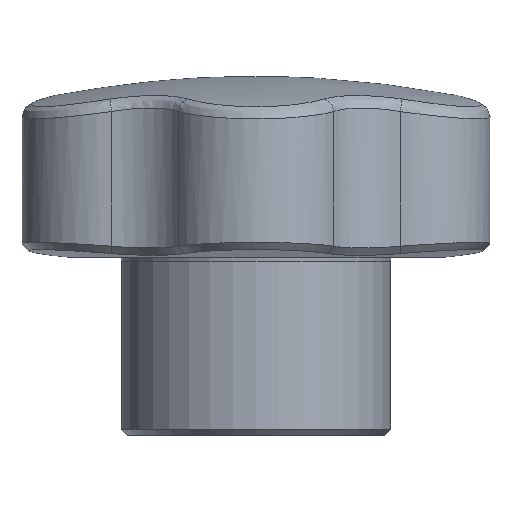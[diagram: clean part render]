
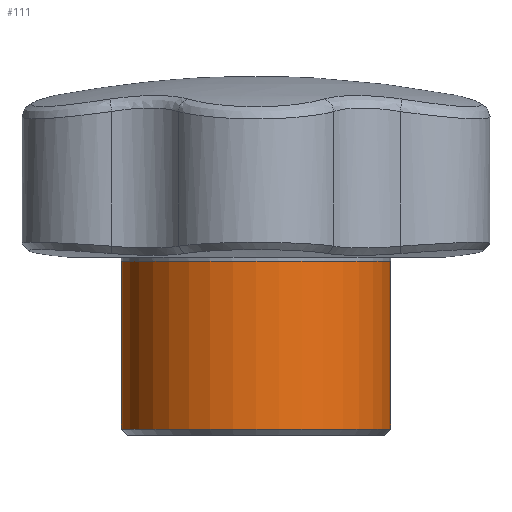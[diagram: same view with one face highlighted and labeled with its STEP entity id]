
A CAD part, left-side view. The second image highlights one B-rep face of the part: STEP entity #111.
In plain terms, the highlighted cylindrical face has radius 10.5 mm (diameter 21 mm), a full revolution.
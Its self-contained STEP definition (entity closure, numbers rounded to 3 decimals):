
#111 = ADVANCED_FACE( '', ( #296, #297 ), #298, .T. );
#296 = FACE_OUTER_BOUND( '', #683, .T. );
#297 = FACE_OUTER_BOUND( '', #684, .T. );
#298 = CYLINDRICAL_SURFACE( '', #685, 10.5 );
#683 = EDGE_LOOP( '', ( #3434 ) );
#684 = EDGE_LOOP( '', ( #3435 ) );
#685 = AXIS2_PLACEMENT_3D( '', #3436, #3437, #3438 );
#3434 = ORIENTED_EDGE( '', *, *, #4071, .T. );
#3435 = ORIENTED_EDGE( '', *, *, #4072, .F. );
#3436 = CARTESIAN_POINT( '', ( 0., 0., 28. ) );
#3437 = DIRECTION( '', ( 0., 0., -1. ) );
#3438 = DIRECTION( '', ( 1., 0., 0. ) );
#4071 = EDGE_CURVE( '', #4352, #4352, #4353, .T. );
#4072 = EDGE_CURVE( '', #4354, #4354, #4355, .T. );
#4352 = VERTEX_POINT( '', #4812 );
#4353 = CIRCLE( '', #4813, 10.5 );
#4354 = VERTEX_POINT( '', #4814 );
#4355 = CIRCLE( '', #4815, 10.5 );
#4812 = CARTESIAN_POINT( '', ( 10.5, 0., 0.137 ) );
#4813 = AXIS2_PLACEMENT_3D( '', #7382, #7383, #7384 );
#4814 = CARTESIAN_POINT( '', ( 10.5, 0., 13.239 ) );
#4815 = AXIS2_PLACEMENT_3D( '', #7385, #7386, #7387 );
#7382 = CARTESIAN_POINT( '', ( 0., 0., 0.137 ) );
#7383 = DIRECTION( '', ( 0., 0., 1. ) );
#7384 = DIRECTION( '', ( 1., 0., 0. ) );
#7385 = CARTESIAN_POINT( '', ( 0., 0., 13.239 ) );
#7386 = DIRECTION( '', ( 0., 0., 1. ) );
#7387 = DIRECTION( '', ( 1., 0., 0. ) );
